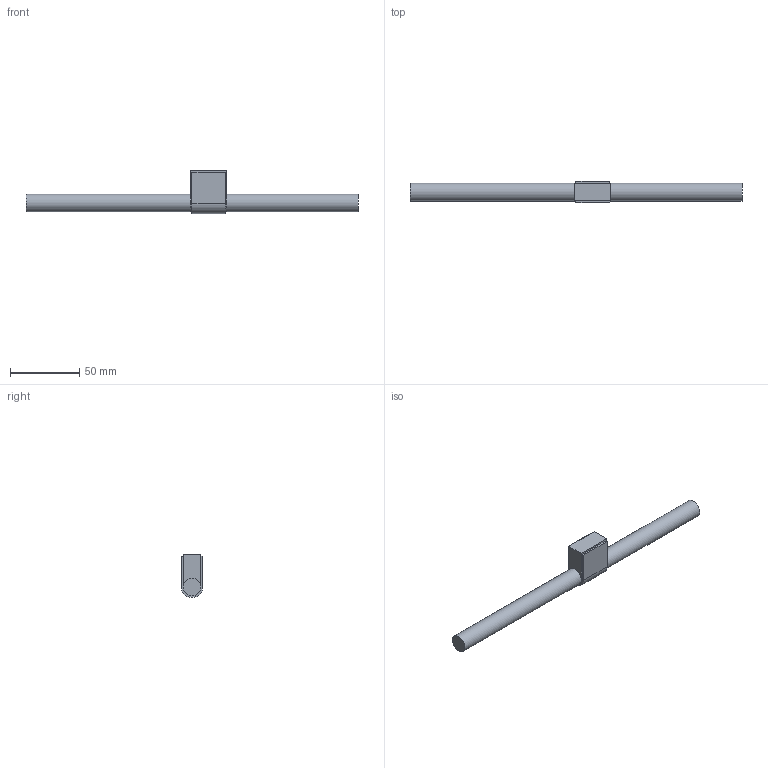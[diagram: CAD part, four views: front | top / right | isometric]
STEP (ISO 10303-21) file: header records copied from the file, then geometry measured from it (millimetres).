
FILE_DESCRIPTION(('FreeCAD Model'),'2;1');
FILE_NAME('RJ4JP_Cut.stp','2019-11-15T19:27:26',('Author'),(''), 'Open CASCADE STEP processor 7.2','FreeCAD','Unknown');
FILE_SCHEMA(('AUTOMOTIVE_DESIGN { 1 0 10303 214 1 1 1 1 }'));
Length unit declared in the file: millimetre
Products named in the file (1): m_RJ4JP_CutOut
Bounding box: 240 x 15.5 x 31.2 mm (x, y, z)
Volume: 39297.8 mm3; surface area: 11773.5 mm2
Topology: 1 solids, 1 shells, 28 faces, 70 edges, 44 vertices
Faces by surface type: plane 20, cylinder 8
Full cylindrical faces by diameter (mm): 12.8 x2
Entity records: 1769 total; most frequent: CARTESIAN_POINT 311, DIRECTION 280, LINE 166, VECTOR 166, ORIENTED_EDGE 140, PCURVE 140, DEFINITIONAL_REPRESENTATION 140, EDGE_CURVE 70
